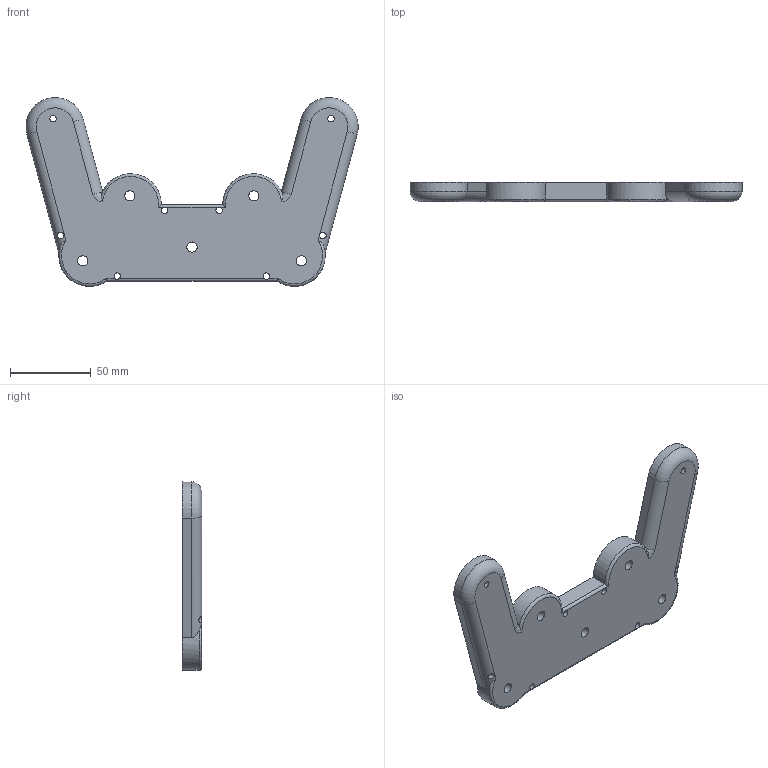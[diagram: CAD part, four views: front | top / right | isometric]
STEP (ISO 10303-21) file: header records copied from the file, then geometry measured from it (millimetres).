
FILE_DESCRIPTION(/* description */ (''),/* implementation_level */ '2;1');
FILE_NAME(/* name */ 'frame_bottom_1.stp',/* time_stamp */ '2026-01-25T11:22:25-08:00',/* author */ ('Koda'),/* organization */ (''),/* preprocessor_version */ 'ST-DEVELOPER v20.1',/* originating_system */ 'Autodesk Inventor 2026',/* authorisation */ '');
FILE_SCHEMA (('AUTOMOTIVE_DESIGN { 1 0 10303 214 3 1 1 }'));
Length unit declared in the file: inch
Products named in the file (1): back_frame_2
Bounding box: 205.86 x 12 x 117 mm (x, y, z)
Volume: 134231.3 mm3; surface area: 38935.5 mm2
Topology: 1 solids, 1 shells, 55 faces, 194 edges, 185 vertices
Faces by surface type: cylinder 25, plane 22, torus 6, bspline 2
Full cylindrical faces by diameter (mm): 4 x8, 6.35 x5
Entity records: 2218 total; most frequent: CARTESIAN_POINT 631, ORIENTED_EDGE 308, DIRECTION 296, EDGE_CURVE 154, AXIS2_PLACEMENT_3D 106, VERTEX_POINT 100, LINE 84, VECTOR 84
